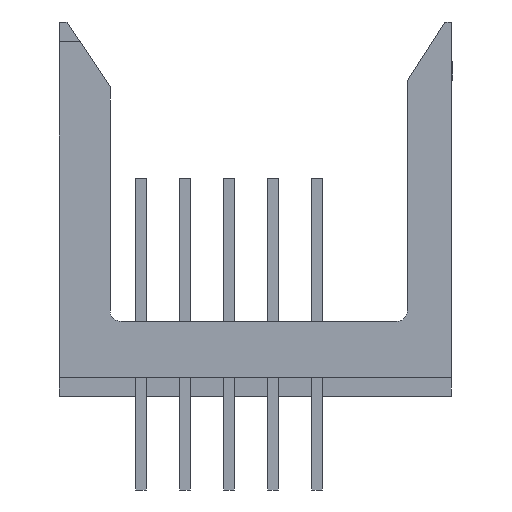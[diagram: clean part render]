
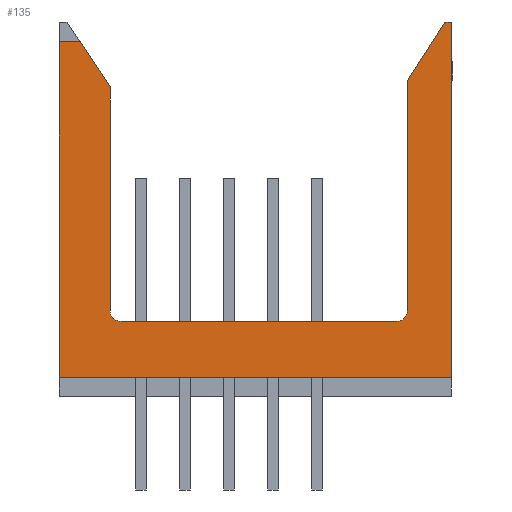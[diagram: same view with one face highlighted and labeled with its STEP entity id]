
A CAD part, left-side view. The second image highlights one B-rep face of the part: STEP entity #135.
In plain terms, the highlighted planar face has unit normal (-1, 0, 0).
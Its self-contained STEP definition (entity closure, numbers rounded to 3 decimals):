
#135=ADVANCED_FACE('',(#1109),#1110,.T.);
#1109=FACE_OUTER_BOUND('',#2893,.T.);
#1110=PLANE('',#2894);
#2893=EDGE_LOOP('',(#5443,#5444,#5445,#5446,#5447,#5448,#5449,#5450,#5451,#5452,#5453,#5454));
#2894=AXIS2_PLACEMENT_3D('',#5455,#5456,#5457);
#5443=ORIENTED_EDGE('',*,*,#11496,.F.);
#5444=ORIENTED_EDGE('',*,*,#11076,.T.);
#5445=ORIENTED_EDGE('',*,*,#11534,.T.);
#5446=ORIENTED_EDGE('',*,*,#11535,.T.);
#5447=ORIENTED_EDGE('',*,*,#11536,.T.);
#5448=ORIENTED_EDGE('',*,*,#11537,.T.);
#5449=ORIENTED_EDGE('',*,*,#11538,.T.);
#5450=ORIENTED_EDGE('',*,*,#11539,.T.);
#5451=ORIENTED_EDGE('',*,*,#11227,.T.);
#5452=ORIENTED_EDGE('',*,*,#11218,.T.);
#5453=ORIENTED_EDGE('',*,*,#11207,.T.);
#5454=ORIENTED_EDGE('',*,*,#11065,.T.);
#5455=CARTESIAN_POINT('',(-11.94,0.0,0.0));
#5456=DIRECTION('',(-1.0,0.0,0.0));
#5457=DIRECTION('',(0.0,0.0,1.0));
#11065=EDGE_CURVE('',#13150,#13154,#13156,.T.);
#11076=EDGE_CURVE('',#13176,#13174,#13177,.T.);
#11207=EDGE_CURVE('',#13397,#13150,#13398,.T.);
#11218=EDGE_CURVE('',#13415,#13397,#13416,.T.);
#11227=EDGE_CURVE('',#13430,#13415,#13431,.T.);
#11496=EDGE_CURVE('',#13176,#13154,#13955,.T.);
#11534=EDGE_CURVE('',#13174,#14007,#14008,.T.);
#11535=EDGE_CURVE('',#14007,#14009,#14010,.T.);
#11536=EDGE_CURVE('',#14009,#14011,#14012,.T.);
#11537=EDGE_CURVE('',#14011,#14013,#14014,.T.);
#11538=EDGE_CURVE('',#14013,#14015,#14016,.T.);
#11539=EDGE_CURVE('',#14015,#13430,#14017,.T.);
#13150=VERTEX_POINT('',#16600);
#13154=VERTEX_POINT('',#16606);
#13156=LINE('',#16609,#16610);
#13174=VERTEX_POINT('',#16637);
#13176=VERTEX_POINT('',#16640);
#13177=LINE('',#16641,#16642);
#13397=VERTEX_POINT('',#16992);
#13398=LINE('',#16993,#16994);
#13415=VERTEX_POINT('',#17016);
#13416=CIRCLE('',#17017,0.5);
#13430=VERTEX_POINT('',#17035);
#13431=LINE('',#17036,#17037);
#13955=LINE('',#17827,#17828);
#14007=VERTEX_POINT('',#17913);
#14008=LINE('',#17914,#17915);
#14009=VERTEX_POINT('',#17916);
#14010=LINE('',#17917,#17918);
#14011=VERTEX_POINT('',#17919);
#14012=LINE('',#17920,#17921);
#14013=VERTEX_POINT('',#17922);
#14014=LINE('',#17923,#17924);
#14015=VERTEX_POINT('',#17925);
#14016=LINE('',#17926,#17927);
#14017=CIRCLE('',#17928,0.5);
#16600=CARTESIAN_POINT('',(-11.94,6.75,-2.95));
#16606=CARTESIAN_POINT('',(-11.94,8.105,-0.9));
#16609=CARTESIAN_POINT('',(-11.94,6.75,-2.95));
#16610=VECTOR('',#22027,2.457);
#16637=CARTESIAN_POINT('',(-11.94,9.05,-16.14));
#16640=CARTESIAN_POINT('',(-11.94,9.05,-0.9));
#16641=CARTESIAN_POINT('',(-11.94,9.05,-0.9));
#16642=VECTOR('',#22038,15.24);
#16992=CARTESIAN_POINT('',(-11.94,6.75,-13.1));
#16993=CARTESIAN_POINT('',(-11.94,6.75,-13.1));
#16994=VECTOR('',#22169,10.15);
#17016=CARTESIAN_POINT('',(-11.94,6.25,-13.6));
#17017=AXIS2_PLACEMENT_3D('',#22190,#22191,#22192);
#17035=CARTESIAN_POINT('',(-11.94,-6.25,-13.6));
#17036=CARTESIAN_POINT('',(-11.94,-6.25,-13.6));
#17037=VECTOR('',#22209,12.5);
#17827=CARTESIAN_POINT('',(-11.94,9.05,-0.9));
#17828=VECTOR('',#22482,0.945);
#17913=CARTESIAN_POINT('',(-11.94,-8.75,-16.14));
#17914=CARTESIAN_POINT('',(-11.94,9.05,-16.14));
#17915=VECTOR('',#22528,17.8);
#17916=CARTESIAN_POINT('',(-11.94,-8.75,0.0));
#17917=CARTESIAN_POINT('',(-11.94,-8.75,-16.14));
#17918=VECTOR('',#22529,16.14);
#17919=CARTESIAN_POINT('',(-11.94,-8.45,0.0));
#17920=CARTESIAN_POINT('',(-11.94,-8.75,0.0));
#17921=VECTOR('',#22530,0.3);
#17922=CARTESIAN_POINT('',(-11.94,-6.75,-2.65));
#17923=CARTESIAN_POINT('',(-11.94,-8.45,0.0));
#17924=VECTOR('',#22531,3.148);
#17925=CARTESIAN_POINT('',(-11.94,-6.75,-13.1));
#17926=CARTESIAN_POINT('',(-11.94,-6.75,-2.65));
#17927=VECTOR('',#22532,10.45);
#17928=AXIS2_PLACEMENT_3D('',#22533,#22534,#22535);
#22027=DIRECTION('',(0.0,0.551,0.834));
#22038=DIRECTION('',(0.0,0.0,-1.0));
#22169=DIRECTION('',(0.0,0.0,1.0));
#22190=CARTESIAN_POINT('',(-11.94,6.25,-13.1));
#22191=DIRECTION('',(1.0,0.0,0.0));
#22192=DIRECTION('',(0.0,0.0,-1.0));
#22209=DIRECTION('',(0.0,1.0,0.0));
#22482=DIRECTION('',(0.0,-1.0,0.0));
#22528=DIRECTION('',(0.0,-1.0,0.0));
#22529=DIRECTION('',(0.0,0.0,1.0));
#22530=DIRECTION('',(0.0,1.0,0.0));
#22531=DIRECTION('',(0.0,0.54,-0.842));
#22532=DIRECTION('',(0.0,0.0,-1.0));
#22533=CARTESIAN_POINT('',(-11.94,-6.25,-13.1));
#22534=DIRECTION('',(1.0,0.0,0.0));
#22535=DIRECTION('',(0.0,-1.0,0.0));
